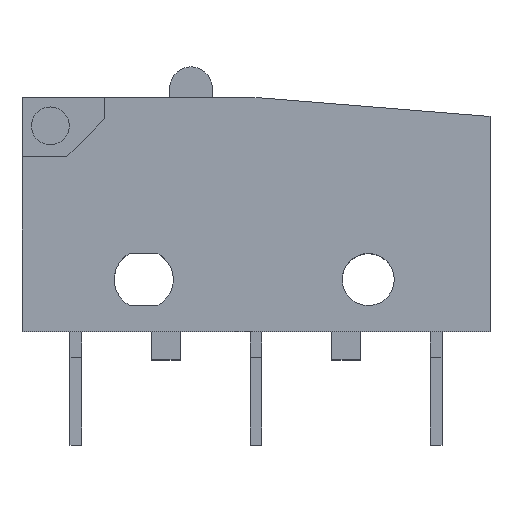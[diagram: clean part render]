
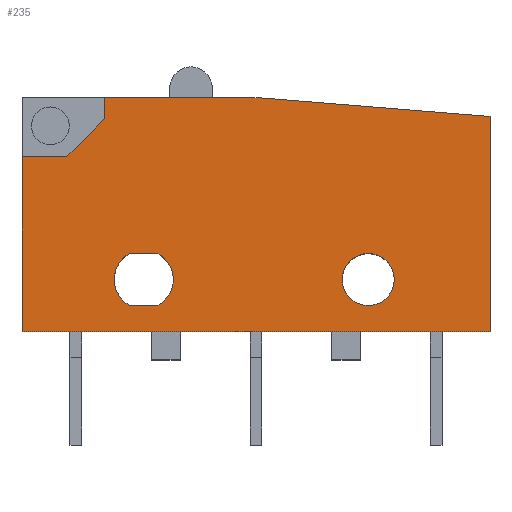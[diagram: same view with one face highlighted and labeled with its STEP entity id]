
A CAD part, top view. The second image highlights one B-rep face of the part: STEP entity #235.
In plain terms, the highlighted planar face has unit normal (0, 0, 1).
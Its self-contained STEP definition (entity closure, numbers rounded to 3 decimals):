
#235=ADVANCED_FACE('',(#474,#475,#476),#477,.T.);
#474=FACE_OUTER_BOUND('',#706,.T.);
#475=FACE_BOUND('',#707,.T.);
#476=FACE_BOUND('',#708,.T.);
#477=PLANE('',#709);
#706=EDGE_LOOP('',(#1342,#1343,#1344,#1345,#1346,#1347,#1348,#1349));
#707=EDGE_LOOP('',(#1350,#1351,#1352,#1353,#1354,#1355));
#708=EDGE_LOOP('',(#1356,#1357));
#709=AXIS2_PLACEMENT_3D('',#1358,#1359,#1360);
#1342=ORIENTED_EDGE('',*,*,#1572,.T.);
#1343=ORIENTED_EDGE('',*,*,#1589,.F.);
#1344=ORIENTED_EDGE('',*,*,#1613,.F.);
#1345=ORIENTED_EDGE('',*,*,#1610,.F.);
#1346=ORIENTED_EDGE('',*,*,#1607,.F.);
#1347=ORIENTED_EDGE('',*,*,#1592,.F.);
#1348=ORIENTED_EDGE('',*,*,#1582,.T.);
#1349=ORIENTED_EDGE('',*,*,#1586,.T.);
#1350=ORIENTED_EDGE('',*,*,#1601,.T.);
#1351=ORIENTED_EDGE('',*,*,#1368,.T.);
#1352=ORIENTED_EDGE('',*,*,#1603,.T.);
#1353=ORIENTED_EDGE('',*,*,#1595,.T.);
#1354=ORIENTED_EDGE('',*,*,#1599,.T.);
#1355=ORIENTED_EDGE('',*,*,#1375,.T.);
#1356=ORIENTED_EDGE('',*,*,#1363,.T.);
#1357=ORIENTED_EDGE('',*,*,#1605,.T.);
#1358=CARTESIAN_POINT('',(-0.132,4.823,3.2));
#1359=DIRECTION('',(0.0,0.0,1.0));
#1360=DIRECTION('',(1.0,0.0,0.0));
#1363=EDGE_CURVE('',#1619,#1616,#1620,.T.);
#1368=EDGE_CURVE('',#1628,#1625,#1629,.T.);
#1375=EDGE_CURVE('',#1635,#1639,#1641,.T.);
#1572=EDGE_CURVE('',#1933,#1934,#1935,.T.);
#1582=EDGE_CURVE('',#1950,#1951,#1952,.T.);
#1586=EDGE_CURVE('',#1951,#1933,#1956,.T.);
#1589=EDGE_CURVE('',#1958,#1934,#1960,.T.);
#1592=EDGE_CURVE('',#1950,#1963,#1964,.T.);
#1595=EDGE_CURVE('',#1967,#1968,#1969,.T.);
#1599=EDGE_CURVE('',#1968,#1635,#1973,.T.);
#1601=EDGE_CURVE('',#1639,#1628,#1975,.T.);
#1603=EDGE_CURVE('',#1625,#1967,#1977,.T.);
#1605=EDGE_CURVE('',#1616,#1619,#1979,.T.);
#1607=EDGE_CURVE('',#1963,#1981,#1982,.T.);
#1610=EDGE_CURVE('',#1981,#1985,#1986,.T.);
#1613=EDGE_CURVE('',#1985,#1958,#1989,.T.);
#1616=VERTEX_POINT('',#1992);
#1619=VERTEX_POINT('',#1996);
#1620=CIRCLE('',#1997,1.1);
#1625=VERTEX_POINT('',#2003);
#1628=VERTEX_POINT('',#2007);
#1629=CIRCLE('',#2008,1.25);
#1635=VERTEX_POINT('',#2015);
#1639=VERTEX_POINT('',#2020);
#1641=CIRCLE('',#2023,1.25);
#1933=VERTEX_POINT('',#2444);
#1934=VERTEX_POINT('',#2445);
#1935=LINE('',#2446,#2447);
#1950=VERTEX_POINT('',#2469);
#1951=VERTEX_POINT('',#2470);
#1952=LINE('',#2471,#2472);
#1956=LINE('',#2478,#2479);
#1958=VERTEX_POINT('',#2481);
#1960=LINE('',#2484,#2485);
#1963=VERTEX_POINT('',#2489);
#1964=LINE('',#2490,#2491);
#1967=VERTEX_POINT('',#2495);
#1968=VERTEX_POINT('',#2496);
#1969=LINE('',#2497,#2498);
#1973=CIRCLE('',#2504,1.25);
#1975=LINE('',#2506,#2507);
#1977=CIRCLE('',#2509,1.25);
#1979=CIRCLE('',#2511,1.1);
#1981=VERTEX_POINT('',#2513);
#1982=LINE('',#2514,#2515);
#1985=VERTEX_POINT('',#2519);
#1986=LINE('',#2520,#2521);
#1989=LINE('',#2525,#2526);
#1992=CARTESIAN_POINT('',(5.85,2.2,3.2));
#1996=CARTESIAN_POINT('',(3.65,2.2,3.2));
#1997=AXIS2_PLACEMENT_3D('',#2529,#2530,#2531);
#2003=CARTESIAN_POINT('',(-3.5,2.2,3.2));
#2007=CARTESIAN_POINT('',(-4.156,3.3,3.2));
#2008=AXIS2_PLACEMENT_3D('',#2537,#2538,#2539);
#2015=CARTESIAN_POINT('',(-6.0,2.2,3.2));
#2020=CARTESIAN_POINT('',(-5.344,3.3,3.2));
#2023=AXIS2_PLACEMENT_3D('',#2549,#2550,#2551);
#2444=CARTESIAN_POINT('',(-8.,7.4,3.2));
#2445=CARTESIAN_POINT('',(-9.9,7.4,3.2));
#2446=CARTESIAN_POINT('',(-4.801,7.4,3.2));
#2447=VECTOR('',#2720,1.0);
#2469=CARTESIAN_POINT('',(-6.4,9.9,3.2));
#2470=CARTESIAN_POINT('',(-6.4,9.0,3.2));
#2471=CARTESIAN_POINT('',(-6.4,7.702,3.2));
#2472=VECTOR('',#2728,1.0);
#2478=CARTESIAN_POINT('',(-6.277,9.123,3.2));
#2479=VECTOR('',#2731,1.0);
#2481=CARTESIAN_POINT('',(-9.9,0.0,3.2));
#2484=CARTESIAN_POINT('',(-9.9,0.0,3.2));
#2485=VECTOR('',#2733,1.0);
#2489=CARTESIAN_POINT('',(0.,9.9,3.2));
#2490=CARTESIAN_POINT('',(-9.9,9.9,3.2));
#2491=VECTOR('',#2735,1.0);
#2495=CARTESIAN_POINT('',(-4.156,1.1,3.2));
#2496=CARTESIAN_POINT('',(-5.344,1.1,3.2));
#2497=CARTESIAN_POINT('',(-2.816,1.1,3.2));
#2498=VECTOR('',#2737,1.0);
#2504=AXIS2_PLACEMENT_3D('',#2740,#2741,#2742);
#2506=CARTESIAN_POINT('',(-2.816,3.3,3.2));
#2507=VECTOR('',#2743,1.0);
#2509=AXIS2_PLACEMENT_3D('',#2744,#2745,#2746);
#2511=AXIS2_PLACEMENT_3D('',#2747,#2748,#2749);
#2513=CARTESIAN_POINT('',(9.9,9.1,3.2));
#2514=CARTESIAN_POINT('',(9.9,9.1,3.2));
#2515=VECTOR('',#2750,1.0);
#2519=CARTESIAN_POINT('',(9.9,0.0,3.2));
#2520=CARTESIAN_POINT('',(9.9,0.0,3.2));
#2521=VECTOR('',#2752,1.0);
#2525=CARTESIAN_POINT('',(-9.9,0.0,3.2));
#2526=VECTOR('',#2754,1.0);
#2529=CARTESIAN_POINT('',(4.75,2.2,3.2));
#2530=DIRECTION('',(0.0,0.0,-1.0));
#2531=DIRECTION('',(1.0,0.0,0.0));
#2537=CARTESIAN_POINT('',(-4.75,2.2,3.2));
#2538=DIRECTION('',(0.0,0.0,-1.0));
#2539=DIRECTION('',(1.0,0.0,0.0));
#2549=CARTESIAN_POINT('',(-4.75,2.2,3.2));
#2550=DIRECTION('',(0.0,0.0,-1.0));
#2551=DIRECTION('',(1.0,0.0,0.0));
#2720=DIRECTION('',(-1.0,0.,0.0));
#2728=DIRECTION('',(0.,-1.0,0.0));
#2731=DIRECTION('',(-0.707,-0.707,0.0));
#2733=DIRECTION('',(0.0,1.0,0.0));
#2735=DIRECTION('',(1.0,0.0,0.0));
#2737=DIRECTION('',(-1.0,0.0,0.0));
#2740=CARTESIAN_POINT('',(-4.75,2.2,3.2));
#2741=DIRECTION('',(0.0,0.0,-1.0));
#2742=DIRECTION('',(1.0,0.0,0.0));
#2743=DIRECTION('',(1.0,0.0,-0.0));
#2744=CARTESIAN_POINT('',(-4.75,2.2,3.2));
#2745=DIRECTION('',(0.0,0.0,-1.0));
#2746=DIRECTION('',(1.0,0.0,0.0));
#2747=CARTESIAN_POINT('',(4.75,2.2,3.2));
#2748=DIRECTION('',(0.0,0.0,-1.0));
#2749=DIRECTION('',(1.0,0.0,0.0));
#2750=DIRECTION('',(0.997,-0.081,0.0));
#2752=DIRECTION('',(-0.0,-1.0,-0.0));
#2754=DIRECTION('',(-1.0,-0.0,-0.0));
